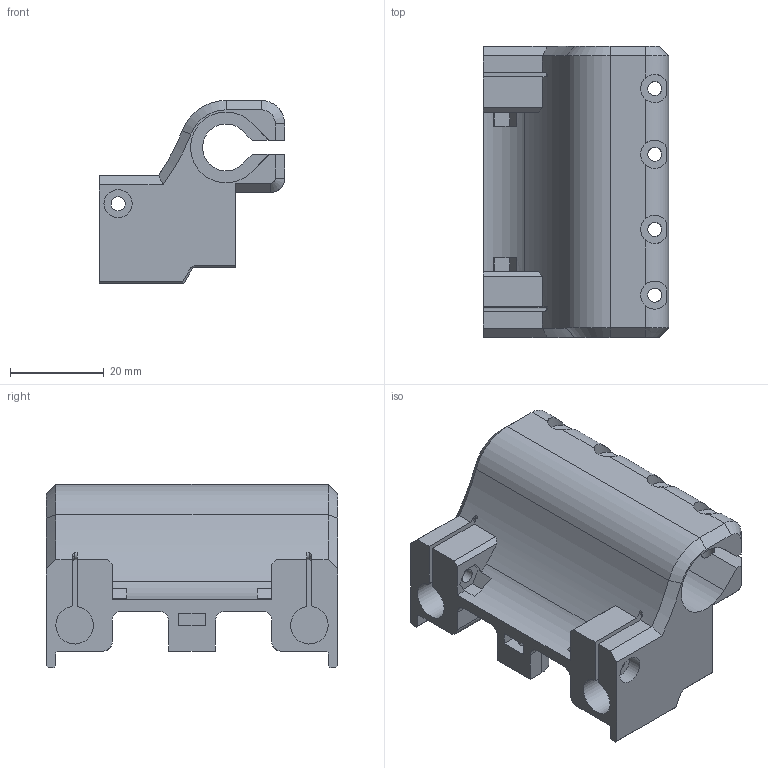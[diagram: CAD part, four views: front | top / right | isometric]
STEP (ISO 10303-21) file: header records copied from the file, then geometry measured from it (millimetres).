
FILE_DESCRIPTION(('FreeCAD Model'),'2;1');
FILE_NAME('RYCarriage.step','2017-01-13T19:23:35',('Author'),(''), 'Open CASCADE STEP processor 6.8','FreeCAD','Unknown');
FILE_SCHEMA(('AUTOMOTIVE_DESIGN_CC2 { 1 2 10303 214 -1 1 5 4 }'));
Length unit declared in the file: millimetre
Products named in the file (2): ASSEMBLY; RYCarriage
Assembly tree (1 placements, depth 2):
  ASSEMBLY
    RYCarriage
Bounding box: 39.5 x 62 x 39 mm (x, y, z)
Volume: 30775.7 mm3; surface area: 16340 mm2
Topology: 1 solids, 1 shells, 235 faces, 654 edges, 423 vertices
Faces by surface type: plane 150, cylinder 63, cone 10, torus 8, bspline 4
Full cylindrical faces by diameter (mm): 3 x20, 6 x4
Entity records: 20722 total; most frequent: CARTESIAN_POINT 7964, DIRECTION 2300, LINE 1383, VECTOR 1383, ORIENTED_EDGE 1308, PCURVE 1308, DEFINITIONAL_REPRESENTATION 1308, EDGE_CURVE 654
